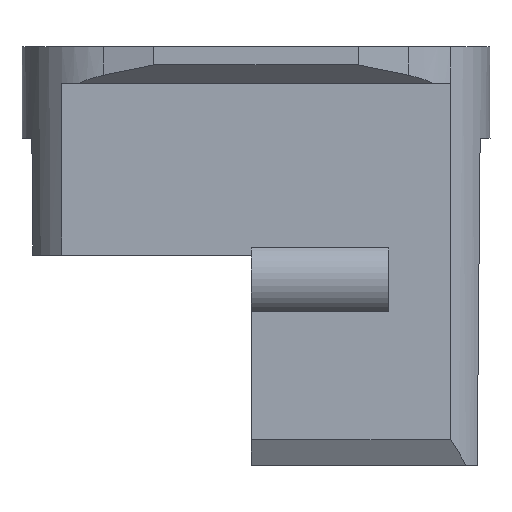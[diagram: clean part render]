
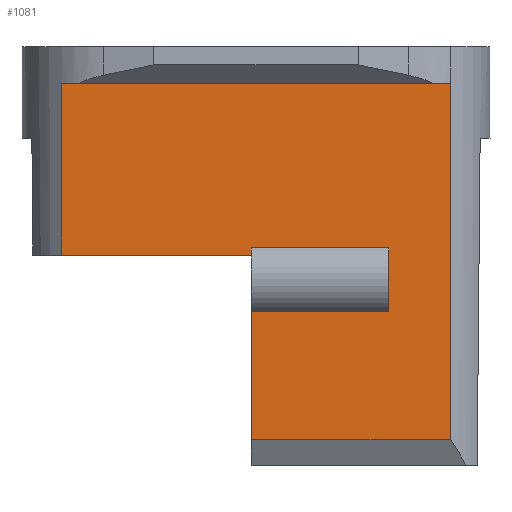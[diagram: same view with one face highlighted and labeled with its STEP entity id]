
A CAD part, left-side view. The second image highlights one B-rep face of the part: STEP entity #1081.
In plain terms, the highlighted planar face has unit normal (-1, 0, 0).
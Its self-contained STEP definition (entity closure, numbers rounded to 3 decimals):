
#1043=AXIS2_PLACEMENT_3D('Plane Axis2P3D',#1040,#1041,#1042) ;
#55=CARTESIAN_POINT('Control Point',(0.8,6.525,4.218)) ;
#56=CARTESIAN_POINT('Control Point',(0.8,2.775,4.218)) ;
#57=CARTESIAN_POINT('Vertex',(0.8,6.525,4.218)) ;
#59=CARTESIAN_POINT('Vertex',(0.8,2.775,4.218)) ;
#66=CARTESIAN_POINT('Vertex',(0.8,2.775,5.95)) ;
#70=CARTESIAN_POINT('Control Point',(0.8,6.525,5.95)) ;
#71=CARTESIAN_POINT('Control Point',(0.8,2.775,5.95)) ;
#72=CARTESIAN_POINT('Vertex',(0.8,6.525,5.95)) ;
#92=CARTESIAN_POINT('Line Origine',(0.8,2.775,5.084)) ;
#113=CARTESIAN_POINT('Vertex',(0.8,11.717,10.45)) ;
#116=CARTESIAN_POINT('Line Origine',(0.8,6.4,10.45)) ;
#120=CARTESIAN_POINT('Vertex',(0.8,1.084,10.45)) ;
#147=CARTESIAN_POINT('Line Origine',(0.8,11.717,5.725)) ;
#151=CARTESIAN_POINT('Vertex',(0.8,11.717,5.75)) ;
#914=CARTESIAN_POINT('Vertex',(0.8,6.525,5.75)) ;
#917=CARTESIAN_POINT('Line Origine',(0.8,9.121,5.75)) ;
#1040=CARTESIAN_POINT('Axis2P3D Location',(0.8,1.084,11.45)) ;
#1045=CARTESIAN_POINT('Line Origine',(0.8,1.084,5.575)) ;
#1049=CARTESIAN_POINT('Vertex',(0.8,1.084,0.7)) ;
#1052=CARTESIAN_POINT('Line Origine',(0.8,6.525,5.85)) ;
#1057=CARTESIAN_POINT('Line Origine',(0.8,6.525,2.459)) ;
#1061=CARTESIAN_POINT('Vertex',(0.8,6.525,0.7)) ;
#1064=CARTESIAN_POINT('Line Origine',(0.8,3.805,0.7)) ;
#93=DIRECTION('Vector Direction',(0.,0.,1.)) ;
#117=DIRECTION('Vector Direction',(0.,1.,0.)) ;
#148=DIRECTION('Vector Direction',(0.,0.,-1.)) ;
#918=DIRECTION('Vector Direction',(0.,1.,0.)) ;
#1041=DIRECTION('Axis2P3D Direction',(-1.,0.,0.)) ;
#1042=DIRECTION('Axis2P3D XDirection',(0.,1.,0.)) ;
#1046=DIRECTION('Vector Direction',(0.,0.,-1.)) ;
#1053=DIRECTION('Vector Direction',(0.,0.,1.)) ;
#1058=DIRECTION('Vector Direction',(0.,0.,1.)) ;
#1065=DIRECTION('Vector Direction',(0.,-1.,0.)) ;
#94=VECTOR('Line Direction',#93,1.) ;
#118=VECTOR('Line Direction',#117,1.) ;
#149=VECTOR('Line Direction',#148,1.) ;
#919=VECTOR('Line Direction',#918,1.) ;
#1047=VECTOR('Line Direction',#1046,1.) ;
#1054=VECTOR('Line Direction',#1053,1.) ;
#1059=VECTOR('Line Direction',#1058,1.) ;
#1066=VECTOR('Line Direction',#1065,1.) ;
#1070=ORIENTED_EDGE('',*,*,#1051,.F.) ;
#1071=ORIENTED_EDGE('',*,*,#122,.F.) ;
#1072=ORIENTED_EDGE('',*,*,#153,.T.) ;
#1073=ORIENTED_EDGE('',*,*,#921,.F.) ;
#1074=ORIENTED_EDGE('',*,*,#1056,.T.) ;
#1075=ORIENTED_EDGE('',*,*,#74,.T.) ;
#1076=ORIENTED_EDGE('',*,*,#96,.F.) ;
#1077=ORIENTED_EDGE('',*,*,#61,.F.) ;
#1078=ORIENTED_EDGE('',*,*,#1063,.F.) ;
#1079=ORIENTED_EDGE('',*,*,#1068,.F.) ;
#1081=ADVANCED_FACE('V1',(#1080),#1044,.T.) ;
#54=B_SPLINE_CURVE_WITH_KNOTS('',1,(#55,#56),.UNSPECIFIED.,.F.,.U.,(2,2),(-1.875,1.875),.UNSPECIFIED.) ;
#69=B_SPLINE_CURVE_WITH_KNOTS('',1,(#70,#71),.UNSPECIFIED.,.F.,.U.,(2,2),(-1.875,1.875),.UNSPECIFIED.) ;
#61=EDGE_CURVE('',#58,#60,#54,.T.) ;
#74=EDGE_CURVE('',#73,#67,#69,.T.) ;
#96=EDGE_CURVE('',#60,#67,#95,.T.) ;
#122=EDGE_CURVE('',#114,#121,#119,.F.) ;
#153=EDGE_CURVE('',#114,#152,#150,.T.) ;
#921=EDGE_CURVE('',#915,#152,#920,.T.) ;
#1051=EDGE_CURVE('',#121,#1050,#1048,.T.) ;
#1056=EDGE_CURVE('',#915,#73,#1055,.T.) ;
#1063=EDGE_CURVE('',#1062,#58,#1060,.T.) ;
#1068=EDGE_CURVE('',#1050,#1062,#1067,.F.) ;
#1069=EDGE_LOOP('',(#1070,#1071,#1072,#1073,#1074,#1075,#1076,#1077,#1078,#1079)) ;
#1080=FACE_OUTER_BOUND('',#1069,.T.) ;
#95=LINE('Line',#92,#94) ;
#119=LINE('Line',#116,#118) ;
#150=LINE('Line',#147,#149) ;
#920=LINE('Line',#917,#919) ;
#1048=LINE('Line',#1045,#1047) ;
#1055=LINE('Line',#1052,#1054) ;
#1060=LINE('Line',#1057,#1059) ;
#1067=LINE('Line',#1064,#1066) ;
#1044=PLANE('',#1043) ;
#58=VERTEX_POINT('',#57) ;
#60=VERTEX_POINT('',#59) ;
#67=VERTEX_POINT('',#66) ;
#73=VERTEX_POINT('',#72) ;
#114=VERTEX_POINT('',#113) ;
#121=VERTEX_POINT('',#120) ;
#152=VERTEX_POINT('',#151) ;
#915=VERTEX_POINT('',#914) ;
#1050=VERTEX_POINT('',#1049) ;
#1062=VERTEX_POINT('',#1061) ;
